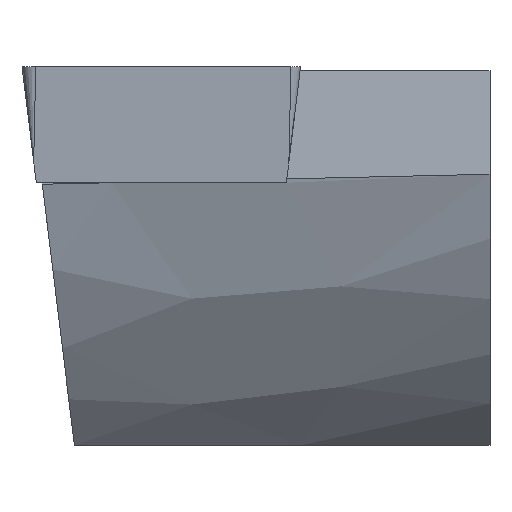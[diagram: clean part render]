
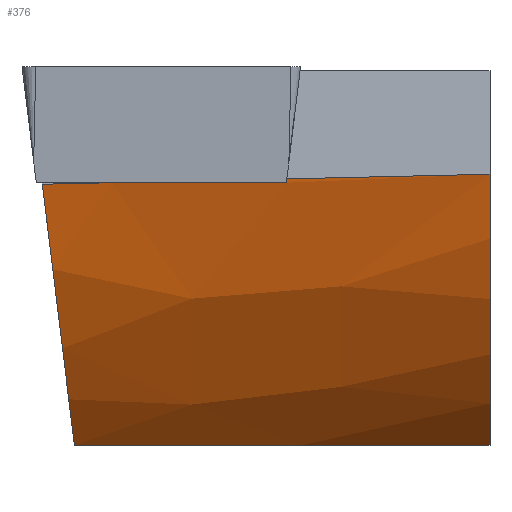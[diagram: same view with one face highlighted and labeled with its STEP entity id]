
A CAD part, front view. The second image highlights one B-rep face of the part: STEP entity #376.
In plain terms, the highlighted conical face has half-angle 10 degrees and reference radius 19 mm.
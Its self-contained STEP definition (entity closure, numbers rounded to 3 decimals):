
#323=CONICAL_SURFACE('',#926,19.,10.);
#342=ELLIPSE('',#920,19.127,18.98);
#343=ELLIPSE('',#923,17.448,17.314);
#348=CIRCLE('',#907,16.179);
#376=ADVANCED_FACE('',(#426),#323,.T.);
#426=FACE_OUTER_BOUND('',#462,.T.);
#462=EDGE_LOOP('',(#688,#689,#690,#691,#692,#693,#694));
#688=ORIENTED_EDGE('',*,*,#824,.T.);
#689=ORIENTED_EDGE('',*,*,#837,.F.);
#690=ORIENTED_EDGE('',*,*,#804,.T.);
#691=ORIENTED_EDGE('',*,*,#859,.F.);
#692=ORIENTED_EDGE('',*,*,#860,.F.);
#693=ORIENTED_EDGE('',*,*,#821,.T.);
#694=ORIENTED_EDGE('',*,*,#853,.T.);
#749=VERTEX_POINT('',#1102);
#750=VERTEX_POINT('',#1103);
#764=VERTEX_POINT('',#1154);
#765=VERTEX_POINT('',#1155);
#767=VERTEX_POINT('',#1164);
#768=VERTEX_POINT('',#1165);
#787=VERTEX_POINT('',#1242);
#804=EDGE_CURVE('',#749,#750,#885,.T.);
#821=EDGE_CURVE('',#764,#765,#887,.T.);
#824=EDGE_CURVE('',#767,#768,#888,.T.);
#837=EDGE_CURVE('',#749,#768,#348,.T.);
#853=EDGE_CURVE('',#765,#767,#342,.T.);
#859=EDGE_CURVE('',#787,#750,#343,.T.);
#860=EDGE_CURVE('',#764,#787,#893,.T.);
#885=B_SPLINE_CURVE_WITH_KNOTS('',3,(#1098,#1099,#1100,#1101),
 .UNSPECIFIED.,.F.,.F.,(4,4),(0.,1.),.UNSPECIFIED.);
#887=B_SPLINE_CURVE_WITH_KNOTS('',3,(#1150,#1151,#1152,#1153),
 .UNSPECIFIED.,.F.,.F.,(4,4),(0.,1.),.UNSPECIFIED.);
#888=B_SPLINE_CURVE_WITH_KNOTS('',3,(#1160,#1161,#1162,#1163),
 .UNSPECIFIED.,.F.,.F.,(4,4),(0.,1.),.UNSPECIFIED.);
#893=B_SPLINE_CURVE_WITH_KNOTS('',3,(#1245,#1246,#1247,#1248),
 .UNSPECIFIED.,.F.,.F.,(4,4),(0.,1.),.UNSPECIFIED.);
#907=AXIS2_PLACEMENT_3D('',#1191,#992,#993);
#920=AXIS2_PLACEMENT_3D('',#1232,#1026,#1027);
#923=AXIS2_PLACEMENT_3D('',#1243,#1037,#1038);
#926=AXIS2_PLACEMENT_3D('',#1250,#1043,#1044);
#992=DIRECTION('',(1.,0.,0.));
#993=DIRECTION('',(0.,0.,-1.));
#1026=DIRECTION('',(0.993,0.,0.122));
#1027=DIRECTION('',(-0.122,0.,0.993));
#1037=DIRECTION('',(-0.993,0.,0.122));
#1038=DIRECTION('',(-0.122,0.,-0.993));
#1043=DIRECTION('',(-1.,0.,0.));
#1044=DIRECTION('',(0.,0.,-1.));
#1098=CARTESIAN_POINT('',(16.,3.519,-3.68));
#1099=CARTESIAN_POINT('',(13.685,3.111,-3.734));
#1100=CARTESIAN_POINT('',(11.369,2.703,-3.787));
#1101=CARTESIAN_POINT('',(9.054,2.294,-3.838));
#1102=CARTESIAN_POINT('',(16.,3.519,-3.68));
#1103=CARTESIAN_POINT('',(9.054,2.294,-3.838));
#1150=CARTESIAN_POINT('',(3.062,1.238,-3.97));
#1151=CARTESIAN_POINT('',(2.273,1.099,-3.987));
#1152=CARTESIAN_POINT('',(1.484,0.96,-4.004));
#1153=CARTESIAN_POINT('',(0.695,0.821,-4.021));
#1154=CARTESIAN_POINT('',(3.062,1.238,-3.97));
#1155=CARTESIAN_POINT('',(0.695,0.821,-4.021));
#1160=CARTESIAN_POINT('',(1.792,6.18,-12.95));
#1161=CARTESIAN_POINT('',(6.558,7.391,-12.95));
#1162=CARTESIAN_POINT('',(11.307,8.668,-12.95));
#1163=CARTESIAN_POINT('',(16.,10.157,-12.95));
#1164=CARTESIAN_POINT('',(1.792,6.18,-12.95));
#1165=CARTESIAN_POINT('',(16.,10.157,-12.95));
#1191=CARTESIAN_POINT('',(16.,19.149,0.5));
#1232=CARTESIAN_POINT('',(0.09,19.149,0.911));
#1242=CARTESIAN_POINT('',(9.038,2.326,-3.97));
#1243=CARTESIAN_POINT('',(9.54,19.149,0.125));
#1245=CARTESIAN_POINT('',(3.062,1.238,-3.97));
#1246=CARTESIAN_POINT('',(5.054,1.6,-3.97));
#1247=CARTESIAN_POINT('',(7.046,1.963,-3.97));
#1248=CARTESIAN_POINT('',(9.038,2.326,-3.97));
#1250=CARTESIAN_POINT('',(0.,19.149,0.5));
